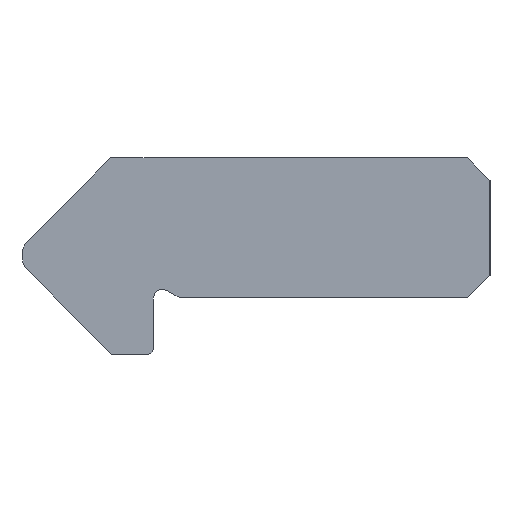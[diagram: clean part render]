
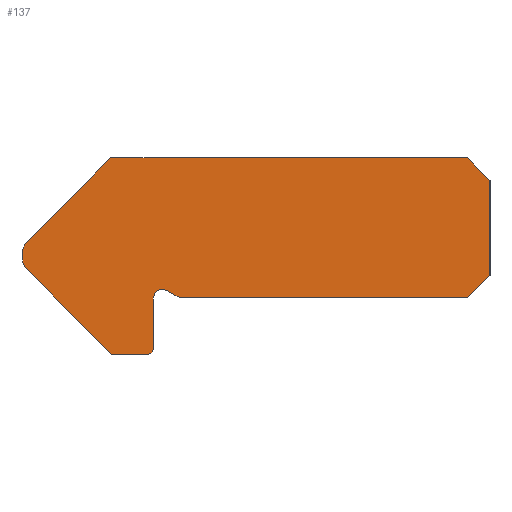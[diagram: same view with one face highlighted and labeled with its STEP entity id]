
A CAD part, left-side view. The second image highlights one B-rep face of the part: STEP entity #137.
In plain terms, the highlighted planar face has unit normal (-1, 0, 0).
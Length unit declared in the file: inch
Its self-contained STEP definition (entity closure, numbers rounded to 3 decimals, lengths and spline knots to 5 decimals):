
#137 = ADVANCED_FACE( '', ( #159 ), #160, .F. );
#159 = FACE_OUTER_BOUND( '', #190, .T. );
#160 = PLANE( '', #191 );
#190 = EDGE_LOOP( '', ( #254, #255, #256, #257, #258, #259, #260, #261, #262, #263, #264, #265, #266 ) );
#191 = AXIS2_PLACEMENT_3D( '', #267, #268, #269 );
#254 = ORIENTED_EDGE( '', *, *, #333, .F. );
#255 = ORIENTED_EDGE( '', *, *, #357, .F. );
#256 = ORIENTED_EDGE( '', *, *, #352, .F. );
#257 = ORIENTED_EDGE( '', *, *, #349, .F. );
#258 = ORIENTED_EDGE( '', *, *, #358, .F. );
#259 = ORIENTED_EDGE( '', *, *, #359, .F. );
#260 = ORIENTED_EDGE( '', *, *, #360, .F. );
#261 = ORIENTED_EDGE( '', *, *, #361, .T. );
#262 = ORIENTED_EDGE( '', *, *, #362, .F. );
#263 = ORIENTED_EDGE( '', *, *, #363, .F. );
#264 = ORIENTED_EDGE( '', *, *, #364, .F. );
#265 = ORIENTED_EDGE( '', *, *, #354, .F. );
#266 = ORIENTED_EDGE( '', *, *, #365, .F. );
#267 = CARTESIAN_POINT( '', ( 0., -1.332, -0.094 ) );
#268 = DIRECTION( '', ( 1., 0., 0. ) );
#269 = DIRECTION( '', ( 0., 0., -1. ) );
#333 = EDGE_CURVE( '', #372, #373, #374, .T. );
#349 = EDGE_CURVE( '', #403, #404, #405, .T. );
#352 = EDGE_CURVE( '', #404, #408, #409, .T. );
#354 = EDGE_CURVE( '', #411, #412, #413, .T. );
#357 = EDGE_CURVE( '', #408, #372, #416, .T. );
#358 = EDGE_CURVE( '', #417, #403, #418, .T. );
#359 = EDGE_CURVE( '', #419, #417, #420, .T. );
#360 = EDGE_CURVE( '', #421, #419, #422, .T. );
#361 = EDGE_CURVE( '', #421, #423, #424, .T. );
#362 = EDGE_CURVE( '', #425, #423, #426, .T. );
#363 = EDGE_CURVE( '', #427, #425, #428, .T. );
#364 = EDGE_CURVE( '', #412, #427, #429, .T. );
#365 = EDGE_CURVE( '', #373, #411, #430, .T. );
#372 = VERTEX_POINT( '', #437 );
#373 = VERTEX_POINT( '', #438 );
#374 = LINE( '', #439, #440 );
#403 = VERTEX_POINT( '', #481 );
#404 = VERTEX_POINT( '', #482 );
#405 = LINE( '', #483, #484 );
#408 = VERTEX_POINT( '', #489 );
#409 = CIRCLE( '', #490, 0.055 );
#411 = VERTEX_POINT( '', #493 );
#412 = VERTEX_POINT( '', #494 );
#413 = LINE( '', #495, #496 );
#416 = LINE( '', #501, #502 );
#417 = VERTEX_POINT( '', #503 );
#418 = LINE( '', #504, #505 );
#419 = VERTEX_POINT( '', #506 );
#420 = CIRCLE( '', #507, 0.01 );
#421 = VERTEX_POINT( '', #508 );
#422 = LINE( '', #509, #510 );
#423 = VERTEX_POINT( '', #511 );
#424 = CIRCLE( '', #512, 0.02 );
#425 = VERTEX_POINT( '', #513 );
#426 = LINE( '', #514, #515 );
#427 = VERTEX_POINT( '', #516 );
#428 = LINE( '', #517, #518 );
#429 = LINE( '', #519, #520 );
#430 = LINE( '', #521, #522 );
#437 = CARTESIAN_POINT( '', ( 0., -1.218, 0.218 ) );
#438 = CARTESIAN_POINT( '', ( 0., -2.012, 0.218 ) );
#439 = CARTESIAN_POINT( '', ( 0., -1.218, 0.218 ) );
#440 = VECTOR( '', #535, 39.37008 );
#481 = CARTESIAN_POINT( '', ( 0., -1.219, -0.219 ) );
#482 = CARTESIAN_POINT( '', ( 0., -1.02708, -0.02708 ) );
#483 = CARTESIAN_POINT( '', ( 0., -1.219, -0.219 ) );
#484 = VECTOR( '', #557, 39.37008 );
#489 = CARTESIAN_POINT( '', ( 0., -1.02708, 0.02708 ) );
#490 = AXIS2_PLACEMENT_3D( '', #560, #561, #562 );
#493 = CARTESIAN_POINT( '', ( 0., -2.062, 0.168 ) );
#494 = CARTESIAN_POINT( '', ( 0., -2.062, -0.044 ) );
#495 = CARTESIAN_POINT( '', ( 0., -2.062, 0.168 ) );
#496 = VECTOR( '', #564, 39.37008 );
#501 = CARTESIAN_POINT( '', ( 0., -1.02708, 0.02708 ) );
#502 = VECTOR( '', #567, 39.37008 );
#503 = CARTESIAN_POINT( '', ( 0., -1.302, -0.219 ) );
#504 = CARTESIAN_POINT( '', ( 0., -1.302, -0.219 ) );
#505 = VECTOR( '', #568, 39.37008 );
#506 = CARTESIAN_POINT( '', ( 0., -1.312, -0.209 ) );
#507 = AXIS2_PLACEMENT_3D( '', #569, #570, #571 );
#508 = CARTESIAN_POINT( '', ( 0., -1.312, -0.094 ) );
#509 = CARTESIAN_POINT( '', ( 0., -1.312, -0.094 ) );
#510 = VECTOR( '', #572, 39.37008 );
#511 = CARTESIAN_POINT( '', ( 0., -1.342, -0.07668 ) );
#512 = AXIS2_PLACEMENT_3D( '', #573, #574, #575 );
#513 = CARTESIAN_POINT( '', ( 0., -1.372, -0.094 ) );
#514 = CARTESIAN_POINT( '', ( 0., -1.372, -0.094 ) );
#515 = VECTOR( '', #576, 39.37008 );
#516 = CARTESIAN_POINT( '', ( 0., -2.012, -0.094 ) );
#517 = CARTESIAN_POINT( '', ( 0., -2.012, -0.094 ) );
#518 = VECTOR( '', #577, 39.37008 );
#519 = CARTESIAN_POINT( '', ( 0., -2.062, -0.044 ) );
#520 = VECTOR( '', #578, 39.37008 );
#521 = CARTESIAN_POINT( '', ( 0., -2.012, 0.218 ) );
#522 = VECTOR( '', #579, 39.37008 );
#535 = DIRECTION( '', ( 0., -1., 0. ) );
#557 = DIRECTION( '', ( 0., 0.707, 0.707 ) );
#560 = CARTESIAN_POINT( '', ( 0., -1.07495, 0. ) );
#561 = DIRECTION( '', ( 1., 0., 0. ) );
#562 = DIRECTION( '', ( 0., 0., -1. ) );
#564 = DIRECTION( '', ( 0., 0., -1. ) );
#567 = DIRECTION( '', ( 0., -0.707, 0.707 ) );
#568 = DIRECTION( '', ( 0., 1., 0. ) );
#569 = CARTESIAN_POINT( '', ( 0., -1.302, -0.209 ) );
#570 = DIRECTION( '', ( 1., 0., 0. ) );
#571 = DIRECTION( '', ( 0., 0., -1. ) );
#572 = DIRECTION( '', ( 0., 0., -1. ) );
#573 = CARTESIAN_POINT( '', ( 0., -1.332, -0.094 ) );
#574 = DIRECTION( '', ( 1., 0., 0. ) );
#575 = DIRECTION( '', ( 0., 0., -1. ) );
#576 = DIRECTION( '', ( 0., 0.866, 0.5 ) );
#577 = DIRECTION( '', ( 0., 1., 0. ) );
#578 = DIRECTION( '', ( 0., 0.707, -0.707 ) );
#579 = DIRECTION( '', ( 0., -0.707, -0.707 ) );
